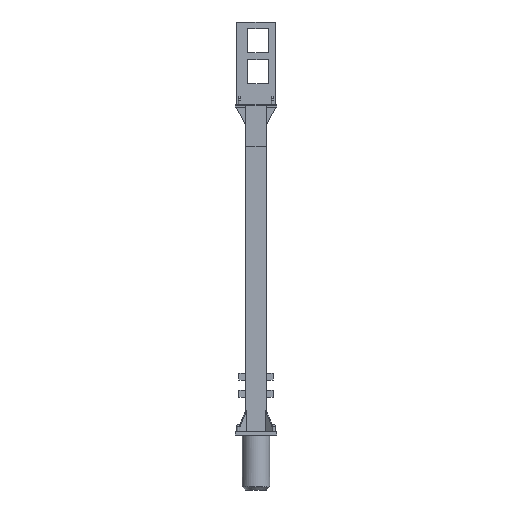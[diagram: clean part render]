
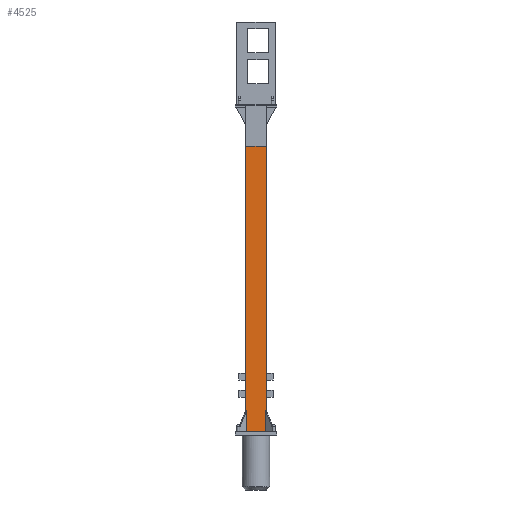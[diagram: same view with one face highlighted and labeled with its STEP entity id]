
A CAD part, left-side view. The second image highlights one B-rep face of the part: STEP entity #4525.
In plain terms, the highlighted face is planar.
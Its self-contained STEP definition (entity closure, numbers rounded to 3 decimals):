
#802 = PLANE('',#803);
#803 = AXIS2_PLACEMENT_3D('',#804,#805,#806);
#804 = CARTESIAN_POINT('',(0.,0.,0.5));
#805 = DIRECTION('',(0.,0.,1.));
#806 = DIRECTION('',(1.,0.,0.));
#1003 = PLANE('',#1004);
#1004 = AXIS2_PLACEMENT_3D('',#1005,#1006,#1007);
#1005 = CARTESIAN_POINT('',(0.,0.,42.));
#1006 = DIRECTION('',(0.,0.,1.));
#1007 = DIRECTION('',(1.,0.,0.));
#1850 = PLANE('',#1851);
#1851 = AXIS2_PLACEMENT_3D('',#1852,#1853,#1854);
#1852 = CARTESIAN_POINT('',(1.5,1.5,0.));
#1853 = DIRECTION('',(0.,-1.,0.));
#1854 = DIRECTION('',(-1.,0.,0.));
#1944 = VERTEX_POINT('',#1945);
#1945 = CARTESIAN_POINT('',(1.5,1.359,0.5));
#1959 = PLANE('',#1960);
#1960 = AXIS2_PLACEMENT_3D('',#1961,#1962,#1963);
#1961 = CARTESIAN_POINT('',(0.071,-0.071,
    2.694));
#1962 = DIRECTION('',(-0.707,0.707,0.));
#1963 = DIRECTION('',(0.707,0.707,0.));
#1971 = EDGE_CURVE('',#1972,#1944,#1974,.T.);
#1972 = VERTEX_POINT('',#1973);
#1973 = CARTESIAN_POINT('',(1.5,-1.359,0.5));
#1974 = SURFACE_CURVE('',#1975,(#1979,#1986),.PCURVE_S1.);
#1975 = LINE('',#1976,#1977);
#1976 = CARTESIAN_POINT('',(1.5,-0.75,0.5));
#1977 = VECTOR('',#1978,1.);
#1978 = DIRECTION('',(0.,1.,0.));
#1979 = PCURVE('',#802,#1980);
#1980 = DEFINITIONAL_REPRESENTATION('',(#1981),#1985);
#1981 = LINE('',#1982,#1983);
#1982 = CARTESIAN_POINT('',(1.5,-0.75));
#1983 = VECTOR('',#1984,1.);
#1984 = DIRECTION('',(0.,1.));
#1985 = ( GEOMETRIC_REPRESENTATION_CONTEXT(2) 
PARAMETRIC_REPRESENTATION_CONTEXT() REPRESENTATION_CONTEXT('2D SPACE',''
  ) );
#1986 = PCURVE('',#1987,#1992);
#1987 = PLANE('',#1988);
#1988 = AXIS2_PLACEMENT_3D('',#1989,#1990,#1991);
#1989 = CARTESIAN_POINT('',(1.5,-1.5,0.));
#1990 = DIRECTION('',(-1.,0.,0.));
#1991 = DIRECTION('',(0.,1.,0.));
#1992 = DEFINITIONAL_REPRESENTATION('',(#1993),#1997);
#1993 = LINE('',#1994,#1995);
#1994 = CARTESIAN_POINT('',(0.75,-0.5));
#1995 = VECTOR('',#1996,1.);
#1996 = DIRECTION('',(1.,0.));
#1997 = ( GEOMETRIC_REPRESENTATION_CONTEXT(2) 
PARAMETRIC_REPRESENTATION_CONTEXT() REPRESENTATION_CONTEXT('2D SPACE',''
  ) );
#2015 = PLANE('',#2016);
#2016 = AXIS2_PLACEMENT_3D('',#2017,#2018,#2019);
#2017 = CARTESIAN_POINT('',(0.071,0.071,
    2.694));
#2018 = DIRECTION('',(0.707,0.707,0.));
#2019 = DIRECTION('',(0.707,-0.707,0.));
#2124 = PLANE('',#2125);
#2125 = AXIS2_PLACEMENT_3D('',#2126,#2127,#2128);
#2126 = CARTESIAN_POINT('',(-1.5,-1.5,0.));
#2127 = DIRECTION('',(0.,1.,0.));
#2128 = DIRECTION('',(1.,0.,0.));
#2272 = VERTEX_POINT('',#2273);
#2273 = CARTESIAN_POINT('',(1.5,-1.5,42.));
#2294 = EDGE_CURVE('',#2272,#2295,#2297,.T.);
#2295 = VERTEX_POINT('',#2296);
#2296 = CARTESIAN_POINT('',(1.5,1.5,42.));
#2297 = SURFACE_CURVE('',#2298,(#2302,#2309),.PCURVE_S1.);
#2298 = LINE('',#2299,#2300);
#2299 = CARTESIAN_POINT('',(1.5,-1.5,42.));
#2300 = VECTOR('',#2301,1.);
#2301 = DIRECTION('',(0.,1.,0.));
#2302 = PCURVE('',#1003,#2303);
#2303 = DEFINITIONAL_REPRESENTATION('',(#2304),#2308);
#2304 = LINE('',#2305,#2306);
#2305 = CARTESIAN_POINT('',(1.5,-1.5));
#2306 = VECTOR('',#2307,1.);
#2307 = DIRECTION('',(0.,1.));
#2308 = ( GEOMETRIC_REPRESENTATION_CONTEXT(2) 
PARAMETRIC_REPRESENTATION_CONTEXT() REPRESENTATION_CONTEXT('2D SPACE',''
  ) );
#2309 = PCURVE('',#1987,#2310);
#2310 = DEFINITIONAL_REPRESENTATION('',(#2311),#2315);
#2311 = LINE('',#2312,#2313);
#2312 = CARTESIAN_POINT('',(0.,-42.));
#2313 = VECTOR('',#2314,1.);
#2314 = DIRECTION('',(1.,0.));
#2315 = ( GEOMETRIC_REPRESENTATION_CONTEXT(2) 
PARAMETRIC_REPRESENTATION_CONTEXT() REPRESENTATION_CONTEXT('2D SPACE',''
  ) );
#3727 = EDGE_CURVE('',#3728,#2272,#3730,.T.);
#3728 = VERTEX_POINT('',#3729);
#3729 = CARTESIAN_POINT('',(1.5,-1.5,3.408));
#3730 = SURFACE_CURVE('',#3731,(#3735,#3742),.PCURVE_S1.);
#3731 = LINE('',#3732,#3733);
#3732 = CARTESIAN_POINT('',(1.5,-1.5,0.));
#3733 = VECTOR('',#3734,1.);
#3734 = DIRECTION('',(0.,0.,1.));
#3735 = PCURVE('',#2124,#3736);
#3736 = DEFINITIONAL_REPRESENTATION('',(#3737),#3741);
#3737 = LINE('',#3738,#3739);
#3738 = CARTESIAN_POINT('',(3.,0.));
#3739 = VECTOR('',#3740,1.);
#3740 = DIRECTION('',(0.,-1.));
#3741 = ( GEOMETRIC_REPRESENTATION_CONTEXT(2) 
PARAMETRIC_REPRESENTATION_CONTEXT() REPRESENTATION_CONTEXT('2D SPACE',''
  ) );
#3742 = PCURVE('',#1987,#3743);
#3743 = DEFINITIONAL_REPRESENTATION('',(#3744),#3748);
#3744 = LINE('',#3745,#3746);
#3745 = CARTESIAN_POINT('',(0.,0.));
#3746 = VECTOR('',#3747,1.);
#3747 = DIRECTION('',(0.,-1.));
#3748 = ( GEOMETRIC_REPRESENTATION_CONTEXT(2) 
PARAMETRIC_REPRESENTATION_CONTEXT() REPRESENTATION_CONTEXT('2D SPACE',''
  ) );
#3766 = PLANE('',#3767);
#3767 = AXIS2_PLACEMENT_3D('',#3768,#3769,#3770);
#3768 = CARTESIAN_POINT('',(2.758,-2.616,0.5));
#3769 = DIRECTION('',(0.612,-0.612,0.5));
#3770 = DIRECTION('',(0.354,-0.354,-0.866));
#4480 = EDGE_CURVE('',#1972,#4481,#4483,.T.);
#4481 = VERTEX_POINT('',#4482);
#4482 = CARTESIAN_POINT('',(1.5,-1.359,3.581));
#4483 = SURFACE_CURVE('',#4484,(#4488,#4495),.PCURVE_S1.);
#4484 = LINE('',#4485,#4486);
#4485 = CARTESIAN_POINT('',(1.5,-1.359,1.347));
#4486 = VECTOR('',#4487,1.);
#4487 = DIRECTION('',(0.,0.,1.));
#4488 = PCURVE('',#2015,#4489);
#4489 = DEFINITIONAL_REPRESENTATION('',(#4490),#4494);
#4490 = LINE('',#4491,#4492);
#4491 = CARTESIAN_POINT('',(2.021,1.347));
#4492 = VECTOR('',#4493,1.);
#4493 = DIRECTION('',(0.,-1.));
#4494 = ( GEOMETRIC_REPRESENTATION_CONTEXT(2) 
PARAMETRIC_REPRESENTATION_CONTEXT() REPRESENTATION_CONTEXT('2D SPACE',''
  ) );
#4495 = PCURVE('',#1987,#4496);
#4496 = DEFINITIONAL_REPRESENTATION('',(#4497),#4501);
#4497 = LINE('',#4498,#4499);
#4498 = CARTESIAN_POINT('',(0.141,-1.347));
#4499 = VECTOR('',#4500,1.);
#4500 = DIRECTION('',(0.,-1.));
#4501 = ( GEOMETRIC_REPRESENTATION_CONTEXT(2) 
PARAMETRIC_REPRESENTATION_CONTEXT() REPRESENTATION_CONTEXT('2D SPACE',''
  ) );
#4525 = ADVANCED_FACE('',(#4526),#1987,.F.);
#4526 = FACE_BOUND('',#4527,.F.);
#4527 = EDGE_LOOP('',(#4528,#4529,#4530,#4551,#4552,#4553,#4576,#4604));
#4528 = ORIENTED_EDGE('',*,*,#1971,.F.);
#4529 = ORIENTED_EDGE('',*,*,#4480,.T.);
#4530 = ORIENTED_EDGE('',*,*,#4531,.T.);
#4531 = EDGE_CURVE('',#4481,#3728,#4532,.T.);
#4532 = SURFACE_CURVE('',#4533,(#4537,#4544),.PCURVE_S1.);
#4533 = LINE('',#4534,#4535);
#4534 = CARTESIAN_POINT('',(1.5,-3.27,1.24));
#4535 = VECTOR('',#4536,1.);
#4536 = DIRECTION('',(-0.,-0.632,-0.775));
#4537 = PCURVE('',#1987,#4538);
#4538 = DEFINITIONAL_REPRESENTATION('',(#4539),#4543);
#4539 = LINE('',#4540,#4541);
#4540 = CARTESIAN_POINT('',(-1.77,-1.24));
#4541 = VECTOR('',#4542,1.);
#4542 = DIRECTION('',(-0.632,0.775));
#4543 = ( GEOMETRIC_REPRESENTATION_CONTEXT(2) 
PARAMETRIC_REPRESENTATION_CONTEXT() REPRESENTATION_CONTEXT('2D SPACE',''
  ) );
#4544 = PCURVE('',#3766,#4545);
#4545 = DEFINITIONAL_REPRESENTATION('',(#4546),#4550);
#4546 = LINE('',#4547,#4548);
#4547 = CARTESIAN_POINT('',(-0.854,-1.352));
#4548 = VECTOR('',#4549,1.);
#4549 = DIRECTION('',(0.894,-0.447));
#4550 = ( GEOMETRIC_REPRESENTATION_CONTEXT(2) 
PARAMETRIC_REPRESENTATION_CONTEXT() REPRESENTATION_CONTEXT('2D SPACE',''
  ) );
#4551 = ORIENTED_EDGE('',*,*,#3727,.T.);
#4552 = ORIENTED_EDGE('',*,*,#2294,.T.);
#4553 = ORIENTED_EDGE('',*,*,#4554,.F.);
#4554 = EDGE_CURVE('',#4555,#2295,#4557,.T.);
#4555 = VERTEX_POINT('',#4556);
#4556 = CARTESIAN_POINT('',(1.5,1.5,3.408));
#4557 = SURFACE_CURVE('',#4558,(#4562,#4569),.PCURVE_S1.);
#4558 = LINE('',#4559,#4560);
#4559 = CARTESIAN_POINT('',(1.5,1.5,0.));
#4560 = VECTOR('',#4561,1.);
#4561 = DIRECTION('',(0.,0.,1.));
#4562 = PCURVE('',#1987,#4563);
#4563 = DEFINITIONAL_REPRESENTATION('',(#4564),#4568);
#4564 = LINE('',#4565,#4566);
#4565 = CARTESIAN_POINT('',(3.,0.));
#4566 = VECTOR('',#4567,1.);
#4567 = DIRECTION('',(0.,-1.));
#4568 = ( GEOMETRIC_REPRESENTATION_CONTEXT(2) 
PARAMETRIC_REPRESENTATION_CONTEXT() REPRESENTATION_CONTEXT('2D SPACE',''
  ) );
#4569 = PCURVE('',#1850,#4570);
#4570 = DEFINITIONAL_REPRESENTATION('',(#4571),#4575);
#4571 = LINE('',#4572,#4573);
#4572 = CARTESIAN_POINT('',(0.,-0.));
#4573 = VECTOR('',#4574,1.);
#4574 = DIRECTION('',(0.,-1.));
#4575 = ( GEOMETRIC_REPRESENTATION_CONTEXT(2) 
PARAMETRIC_REPRESENTATION_CONTEXT() REPRESENTATION_CONTEXT('2D SPACE',''
  ) );
#4576 = ORIENTED_EDGE('',*,*,#4577,.F.);
#4577 = EDGE_CURVE('',#4578,#4555,#4580,.T.);
#4578 = VERTEX_POINT('',#4579);
#4579 = CARTESIAN_POINT('',(1.5,1.359,3.581));
#4580 = SURFACE_CURVE('',#4581,(#4585,#4592),.PCURVE_S1.);
#4581 = LINE('',#4582,#4583);
#4582 = CARTESIAN_POINT('',(1.5,0.549,4.573));
#4583 = VECTOR('',#4584,1.);
#4584 = DIRECTION('',(0.,0.632,-0.775));
#4585 = PCURVE('',#1987,#4586);
#4586 = DEFINITIONAL_REPRESENTATION('',(#4587),#4591);
#4587 = LINE('',#4588,#4589);
#4588 = CARTESIAN_POINT('',(2.049,-4.573));
#4589 = VECTOR('',#4590,1.);
#4590 = DIRECTION('',(0.632,0.775));
#4591 = ( GEOMETRIC_REPRESENTATION_CONTEXT(2) 
PARAMETRIC_REPRESENTATION_CONTEXT() REPRESENTATION_CONTEXT('2D SPACE',''
  ) );
#4592 = PCURVE('',#4593,#4598);
#4593 = PLANE('',#4594);
#4594 = AXIS2_PLACEMENT_3D('',#4595,#4596,#4597);
#4595 = CARTESIAN_POINT('',(-0.071,0.071,
    7.082));
#4596 = DIRECTION('',(0.612,0.612,0.5));
#4597 = DIRECTION('',(0.354,0.354,-0.866));
#4598 = DEFINITIONAL_REPRESENTATION('',(#4599),#4603);
#4599 = LINE('',#4600,#4601);
#4600 = CARTESIAN_POINT('',(2.897,-0.773));
#4601 = VECTOR('',#4602,1.);
#4602 = DIRECTION('',(0.894,0.447));
#4603 = ( GEOMETRIC_REPRESENTATION_CONTEXT(2) 
PARAMETRIC_REPRESENTATION_CONTEXT() REPRESENTATION_CONTEXT('2D SPACE',''
  ) );
#4604 = ORIENTED_EDGE('',*,*,#4605,.T.);
#4605 = EDGE_CURVE('',#4578,#1944,#4606,.T.);
#4606 = SURFACE_CURVE('',#4607,(#4611,#4618),.PCURVE_S1.);
#4607 = LINE('',#4608,#4609);
#4608 = CARTESIAN_POINT('',(1.5,1.359,1.347));
#4609 = VECTOR('',#4610,1.);
#4610 = DIRECTION('',(-0.,-0.,-1.));
#4611 = PCURVE('',#1987,#4612);
#4612 = DEFINITIONAL_REPRESENTATION('',(#4613),#4617);
#4613 = LINE('',#4614,#4615);
#4614 = CARTESIAN_POINT('',(2.859,-1.347));
#4615 = VECTOR('',#4616,1.);
#4616 = DIRECTION('',(0.,1.));
#4617 = ( GEOMETRIC_REPRESENTATION_CONTEXT(2) 
PARAMETRIC_REPRESENTATION_CONTEXT() REPRESENTATION_CONTEXT('2D SPACE',''
  ) );
#4618 = PCURVE('',#1959,#4619);
#4619 = DEFINITIONAL_REPRESENTATION('',(#4620),#4624);
#4620 = LINE('',#4621,#4622);
#4621 = CARTESIAN_POINT('',(2.021,1.347));
#4622 = VECTOR('',#4623,1.);
#4623 = DIRECTION('',(0.,1.));
#4624 = ( GEOMETRIC_REPRESENTATION_CONTEXT(2) 
PARAMETRIC_REPRESENTATION_CONTEXT() REPRESENTATION_CONTEXT('2D SPACE',''
  ) );
